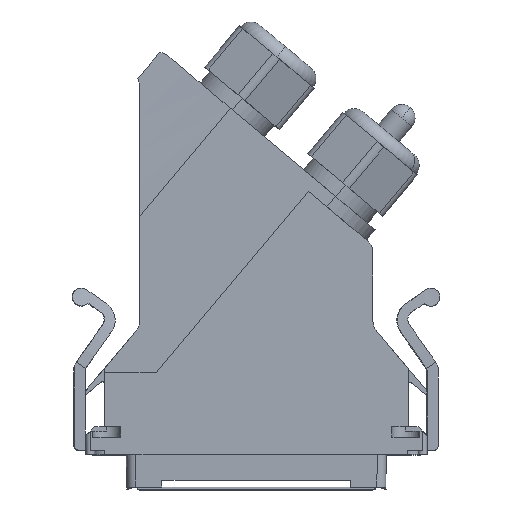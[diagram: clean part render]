
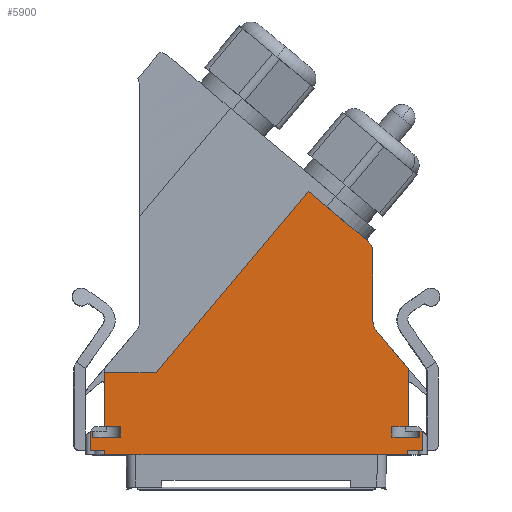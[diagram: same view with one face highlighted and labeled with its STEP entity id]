
A CAD part, top view. The second image highlights one B-rep face of the part: STEP entity #5900.
In plain terms, the highlighted face is planar.
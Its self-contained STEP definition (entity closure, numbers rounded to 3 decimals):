
#3810=CARTESIAN_POINT('',(-213.061,231.448,45.698))
;
#3820=DIRECTION('',(1.,0.,0.));
#3830=DIRECTION('',(0.,1.,0.));
#3840=AXIS2_PLACEMENT_3D('',#3810,#3820,#3830);
#3850=PLANE('',#3840);
#3860=CARTESIAN_POINT('',(-213.061,0.,10.));
#3870=DIRECTION('',(0.,-1.,0.));
#3880=VECTOR('',#3870,1.);
#3890=LINE('',#3860,#3880);
#3900=CARTESIAN_POINT('',(-213.061,200.064,10.));
#3910=VERTEX_POINT('',#3900);
#3920=CARTESIAN_POINT('',(-213.061,188.559,10.));
#3930=VERTEX_POINT('',#3920);
#3940=EDGE_CURVE('',#3910,#3930,#3890,.T.);
#3950=ORIENTED_EDGE('',*,*,#3940,.T.);
#3960=CARTESIAN_POINT('',(-213.061,191.673,0.));
#3970=DIRECTION('',(0.,0.643,0.766));
#3980=VECTOR('',#3970,1.);
#3990=LINE('',#3960,#3980);
#4000=CARTESIAN_POINT('',(-213.061,233.943,50.375)
);
#4010=VERTEX_POINT('',#4000);
#4020=EDGE_CURVE('',#3910,#4010,#3990,.T.);
#4030=ORIENTED_EDGE('',*,*,#4020,.F.);
#4040=CARTESIAN_POINT('',(-213.061,0.,246.677));
#4050=DIRECTION('',(0.,0.766,-0.643));
#4060=VECTOR('',#4050,1.);
#4070=LINE('',#4040,#4060);
#4080=CARTESIAN_POINT('',(-213.061,247.245,39.214)
);
#4090=VERTEX_POINT('',#4080);
#4100=EDGE_CURVE('',#4010,#4090,#4070,.T.);
#4110=ORIENTED_EDGE('',*,*,#4100,.F.);
#4120=CARTESIAN_POINT('',(-213.061,245.316,36.916)
);
#4130=DIRECTION('',(-1.,0.,0.));
#4140=DIRECTION('',(0.,1.,0.));
#4150=AXIS2_PLACEMENT_3D('',#4120,#4130,#4140);
#4160=CIRCLE('',#4150,3.);
#4170=CARTESIAN_POINT('',(-213.061,248.316,36.916)
);
#4180=VERTEX_POINT('',#4170);
#4190=EDGE_CURVE('',#4090,#4180,#4160,.T.);
#4200=ORIENTED_EDGE('',*,*,#4190,.F.);
#4210=CARTESIAN_POINT('',(-213.061,248.316,0.));
#4220=DIRECTION('',(0.,0.,-1.));
#4230=VECTOR('',#4220,1.);
#4240=LINE('',#4210,#4230);
#4250=CARTESIAN_POINT('',(-213.061,248.316,21.391)
);
#4260=VERTEX_POINT('',#4250);
#4270=EDGE_CURVE('',#4180,#4260,#4240,.T.);
#4280=ORIENTED_EDGE('',*,*,#4270,.F.);
#4290=CARTESIAN_POINT('',(-213.061,251.316,21.391)
);
#4300=DIRECTION('',(1.,0.,0.));
#4310=DIRECTION('',(0.,-1.,0.));
#4320=AXIS2_PLACEMENT_3D('',#4290,#4300,#4310);
#4330=CIRCLE('',#4320,3.);
#4340=CARTESIAN_POINT('',(-213.061,249.018,19.463)
);
#4350=VERTEX_POINT('',#4340);
#4360=EDGE_CURVE('',#4260,#4350,#4330,.T.);
#4370=ORIENTED_EDGE('',*,*,#4360,.F.);
#4380=CARTESIAN_POINT('',(-213.061,265.349,0.));
#4390=DIRECTION('',(0.,0.643,-0.766));
#4400=VECTOR('',#4390,1.);
#4410=LINE('',#4380,#4400);
#4420=CARTESIAN_POINT('',(-213.061,256.119,11.));
#4430=VERTEX_POINT('',#4420);
#4440=EDGE_CURVE('',#4350,#4430,#4410,.T.);
#4450=ORIENTED_EDGE('',*,*,#4440,.F.);
#4460=CARTESIAN_POINT('',(-213.061,256.119,0.));
#4470=DIRECTION('',(0.,0.,-1.));
#4480=VECTOR('',#4470,1.);
#4490=LINE('',#4460,#4480);
#4500=CARTESIAN_POINT('',(-213.061,256.119,-2.));
#4510=VERTEX_POINT('',#4500);
#4520=EDGE_CURVE('',#4430,#4510,#4490,.T.);
#4530=ORIENTED_EDGE('',*,*,#4520,.F.);
#4540=CARTESIAN_POINT('',(-213.061,0.,-2.));
#4550=DIRECTION('',(0.,1.,0.));
#4560=VECTOR('',#4550,1.);
#4570=LINE('',#4540,#4560);
#4580=CARTESIAN_POINT('',(-213.061,252.539,-2.));
#4590=VERTEX_POINT('',#4580);
#4600=EDGE_CURVE('',#4590,#4510,#4570,.T.);
#4610=ORIENTED_EDGE('',*,*,#4600,.T.);
#4620=CARTESIAN_POINT('',(-213.061,252.539,-1.384));
#4630=DIRECTION('',(0.,0.,1.));
#4640=VECTOR('',#4630,1.);
#4650=LINE('',#4620,#4640);
#4660=CARTESIAN_POINT('',(-213.061,252.539,-4.35));
#4670=VERTEX_POINT('',#4660);
#4680=EDGE_CURVE('',#4670,#4590,#4650,.T.);
#4690=ORIENTED_EDGE('',*,*,#4680,.T.);
#4700=CARTESIAN_POINT('',(-213.061,241.308,-4.35));
#4710=DIRECTION('',(0.,1.,0.));
#4720=VECTOR('',#4710,1.);
#4730=LINE('',#4700,#4720);
#4740=CARTESIAN_POINT('',(-213.061,258.739,-4.35));
#4750=VERTEX_POINT('',#4740);
#4760=EDGE_CURVE('',#4670,#4750,#4730,.T.);
#4770=ORIENTED_EDGE('',*,*,#4760,.F.);
#4780=CARTESIAN_POINT('',(-213.061,258.739,-1.384));
#4790=DIRECTION('',(0.,0.,1.));
#4800=VECTOR('',#4790,1.);
#4810=LINE('',#4780,#4800);
#4820=CARTESIAN_POINT('',(-213.061,258.739,-3.));
#4830=VERTEX_POINT('',#4820);
#4840=EDGE_CURVE('',#4750,#4830,#4810,.T.);
#4850=ORIENTED_EDGE('',*,*,#4840,.F.);
#4860=CARTESIAN_POINT('',(-213.061,241.308,-3.));
#4870=DIRECTION('',(0.,1.,0.));
#4880=VECTOR('',#4870,1.);
#4890=LINE('',#4860,#4880);
#4900=CARTESIAN_POINT('',(-213.061,259.339,-3.));
#4910=VERTEX_POINT('',#4900);
#4920=EDGE_CURVE('',#4830,#4910,#4890,.T.);
#4930=ORIENTED_EDGE('',*,*,#4920,.F.);
#4940=CARTESIAN_POINT('',(-213.061,259.339,-1.384));
#4950=DIRECTION('',(0.,0.,1.));
#4960=VECTOR('',#4950,1.);
#4970=LINE('',#4940,#4960);
#4980=CARTESIAN_POINT('',(-213.061,259.339,-7.3));
#4990=VERTEX_POINT('',#4980);
#5000=EDGE_CURVE('',#4990,#4910,#4970,.T.);
#5010=ORIENTED_EDGE('',*,*,#5000,.T.);
#5020=CARTESIAN_POINT('',(-213.061,241.308,-7.3));
#5030=DIRECTION('',(0.,-1.,0.));
#5040=VECTOR('',#5030,1.);
#5050=LINE('',#5020,#5040);
#5060=CARTESIAN_POINT('',(-213.061,256.039,-7.3
));
#5070=VERTEX_POINT('',#5060);
#5080=EDGE_CURVE('',#4990,#5070,#5050,.T.);
#5090=ORIENTED_EDGE('',*,*,#5080,.F.);
#5100=CARTESIAN_POINT('',(-213.061,256.039,-7.3
));
#5110=DIRECTION('',(0.,0.,-1.));
#5120=VECTOR('',#5110,1.);
#5130=LINE('',#5100,#5120);
#5140=CARTESIAN_POINT('',(-213.061,256.039,-8.3
));
#5150=VERTEX_POINT('',#5140);
#5160=EDGE_CURVE('',#5070,#5150,#5130,.T.);
#5170=ORIENTED_EDGE('',*,*,#5160,.F.);
#5180=CARTESIAN_POINT('',(-213.061,249.302,
-8.3));
#5190=DIRECTION('',(0.,1.,0.));
#5200=VECTOR('',#5190,1.);
#5210=LINE('',#5180,#5200);
#5220=CARTESIAN_POINT('',(-213.061,188.639,-8.3
));
#5230=VERTEX_POINT('',#5220);
#5240=EDGE_CURVE('',#5230,#5150,#5210,.T.);
#5250=ORIENTED_EDGE('',*,*,#5240,.T.);
#5260=CARTESIAN_POINT('',(-213.061,188.639,-7.3
));
#5270=DIRECTION('',(0.,0.,-1.));
#5280=VECTOR('',#5270,1.);
#5290=LINE('',#5260,#5280);
#5300=CARTESIAN_POINT('',(-213.061,188.639,-7.3
));
#5310=VERTEX_POINT('',#5300);
#5320=EDGE_CURVE('',#5310,#5230,#5290,.T.);
#5330=ORIENTED_EDGE('',*,*,#5320,.T.);
#5340=CARTESIAN_POINT('',(-213.061,185.339,-7.3
));
#5350=VERTEX_POINT('',#5340);
#5360=EDGE_CURVE('',#5310,#5350,#5050,.T.);
#5370=ORIENTED_EDGE('',*,*,#5360,.F.);
#5380=CARTESIAN_POINT('',(-213.061,185.339,
-0.884));
#5390=DIRECTION('',(0.,0.,-1.));
#5400=VECTOR('',#5390,1.);
#5410=LINE('',#5380,#5400);
#5420=CARTESIAN_POINT('',(-213.061,185.339,-3.));
#5430=VERTEX_POINT('',#5420);
#5440=EDGE_CURVE('',#5430,#5350,#5410,.T.);
#5450=ORIENTED_EDGE('',*,*,#5440,.T.);
#5460=CARTESIAN_POINT('',(-213.061,241.308,-3.));
#5470=DIRECTION('',(0.,1.,0.));
#5480=VECTOR('',#5470,1.);
#5490=LINE('',#5460,#5480);
#5500=CARTESIAN_POINT('',(-213.061,185.939,-3.
));
#5510=VERTEX_POINT('',#5500);
#5520=EDGE_CURVE('',#5430,#5510,#5490,.T.);
#5530=ORIENTED_EDGE('',*,*,#5520,.F.);
#5540=CARTESIAN_POINT('',(-213.061,185.939,-1.384));
#5550=DIRECTION('',(0.,0.,-1.));
#5560=VECTOR('',#5550,1.);
#5570=LINE('',#5540,#5560);
#5580=CARTESIAN_POINT('',(-213.061,185.939,-4.35
));
#5590=VERTEX_POINT('',#5580);
#5600=EDGE_CURVE('',#5510,#5590,#5570,.T.);
#5610=ORIENTED_EDGE('',*,*,#5600,.F.);
#5620=CARTESIAN_POINT('',(-213.061,241.308,-4.35));
#5630=DIRECTION('',(0.,1.,0.));
#5640=VECTOR('',#5630,1.);
#5650=LINE('',#5620,#5640);
#5660=CARTESIAN_POINT('',(-213.061,192.139,-4.35));
#5670=VERTEX_POINT('',#5660);
#5680=EDGE_CURVE('',#5590,#5670,#5650,.T.);
#5690=ORIENTED_EDGE('',*,*,#5680,.F.);
#5700=CARTESIAN_POINT('',(-213.061,192.139,-1.384));
#5710=DIRECTION('',(0.,0.,1.));
#5720=VECTOR('',#5710,1.);
#5730=LINE('',#5700,#5720);
#5740=CARTESIAN_POINT('',(-213.061,192.139,-2.));
#5750=VERTEX_POINT('',#5740);
#5760=EDGE_CURVE('',#5670,#5750,#5730,.T.);
#5770=ORIENTED_EDGE('',*,*,#5760,.F.);
#5780=CARTESIAN_POINT('',(-213.061,188.559,-2.));
#5790=VERTEX_POINT('',#5780);
#5800=EDGE_CURVE('',#5790,#5750,#4570,.T.);
#5810=ORIENTED_EDGE('',*,*,#5800,.T.);
#5820=CARTESIAN_POINT('',(-213.061,188.559,0.));
#5830=DIRECTION('',(0.,0.,1.));
#5840=VECTOR('',#5830,1.);
#5850=LINE('',#5820,#5840);
#5860=EDGE_CURVE('',#5790,#3930,#5850,.T.);
#5870=ORIENTED_EDGE('',*,*,#5860,.F.);
#5880=EDGE_LOOP('',(#5870,#5810,#5770,#5690,#5610,#5530,#5450,#5370,
#5330,#5250,#5170,#5090,#5010,#4930,#4850,#4770,#4690,#4610,#4530,#4450,
#4370,#4280,#4200,#4110,#4030,#3950));
#5890=FACE_OUTER_BOUND('',#5880,.T.);
#5900=ADVANCED_FACE('',(#5890),#3850,.T.);
